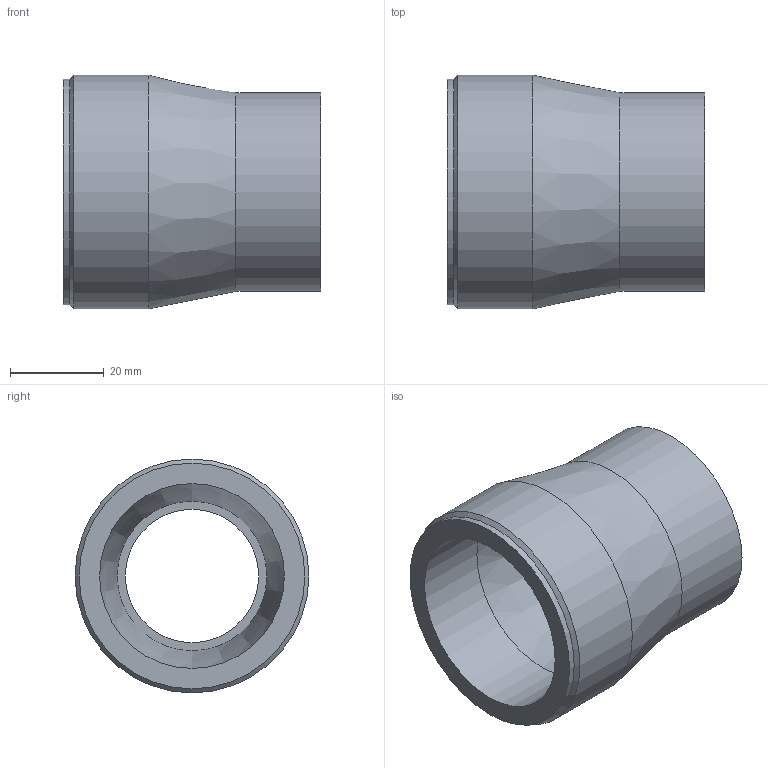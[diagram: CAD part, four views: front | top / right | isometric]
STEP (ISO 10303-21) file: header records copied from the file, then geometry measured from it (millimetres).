
FILE_DESCRIPTION( ( 'STEP AP214' ), '1' );
FILE_NAME( 'AGRU_11057503207_Reducer concentric_PPR grey_50_32 - MOP 20 bar (architecture400).stp', '2022-03-10T06:42:18', ( 'License CC BY-ND 4.0' ), ( 'CADENAS' ), ' ', 'PARTsolutions', ' ' );
FILE_SCHEMA( ( 'AUTOMOTIVE_DESIGN { 1 0 10303 214 1 1 1 1 }' ) );
Length unit declared in the file: millimetre
Products named in the file (1): _AGRU_11057503207_Reducer concentric_PPR grey_50/32 - MOP 20 bar (architecture400)
Bounding box: 55 x 50 x 50 mm (x, y, z)
Volume: 38274.9 mm3; surface area: 15781.7 mm2
Topology: 1 solids, 1 shells, 13 faces, 22 edges, 13 vertices
Faces by surface type: cylinder 6, plane 4, cone 3
Full cylindrical faces by diameter (mm): 28.5 x1, 32 x1, 39.5 x1, 42.5 x1, 48.25 x1, 50 x1
Entity records: 388 total; most frequent: DIRECTION 54, CARTESIAN_POINT 40, AXIS2_PLACEMENT_3D 27, EDGE_LOOP 26, ORIENTED_EDGE 26, FACE_OUTER_BOUND 19, STYLED_ITEM 13, PRESENTATION_STYLE_ASSIGNMENT 13
